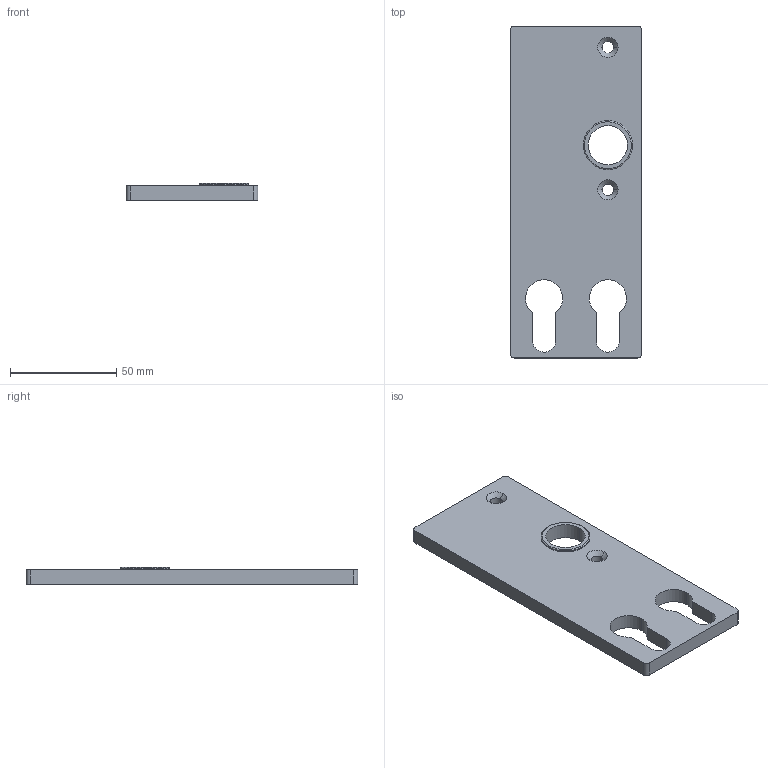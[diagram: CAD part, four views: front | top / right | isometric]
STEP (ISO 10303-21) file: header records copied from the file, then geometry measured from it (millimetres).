
FILE_DESCRIPTION (( 'STEP AP203' ), '1' );
FILE_NAME ('16295.step', '2020-10-07T07:46:33', ( '' ), ( '' ), 'SwSTEP 2.0', 'SolidWorks 2018', '' );
FILE_SCHEMA (( 'CONFIG_CONTROL_DESIGN' ));
Length unit declared in the file: millimetre
Products named in the file (5): AMF Schliessblech Konfig Teil1; AMF Schliessblech Konfig Teil2_15552 Teil2; 16295; AMF Schliessblech Konfig Teil1_16295; AMF Schliessblech Konfig Teil2
Assembly tree (2 placements, depth 2):
  AMF Schliessblech Konfig Teil1
  16295
    AMF Schliessblech Konfig Teil1_16295
    AMF Schliessblech Konfig Teil2_15552 Teil2
  AMF Schliessblech Konfig Teil2
Bounding box: 62 x 156 x 8 mm (x, y, z)
Volume: 59592.2 mm3; surface area: 23009.2 mm2
Topology: 2 solids, 2 shells, 223 faces, 590 edges, 390 vertices
Faces by surface type: plane 109, bspline 80, cylinder 24, cone 8, torus 2
Entity records: 11413 total; most frequent: CARTESIAN_POINT 5897, ORIENTED_EDGE 1180, DIRECTION 788, EDGE_CURVE 590, VERTEX_POINT 390, LINE 370, VECTOR 370, EDGE_LOOP 254
